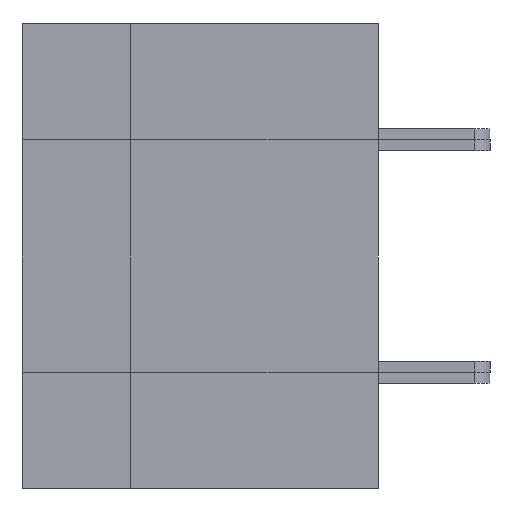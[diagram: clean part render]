
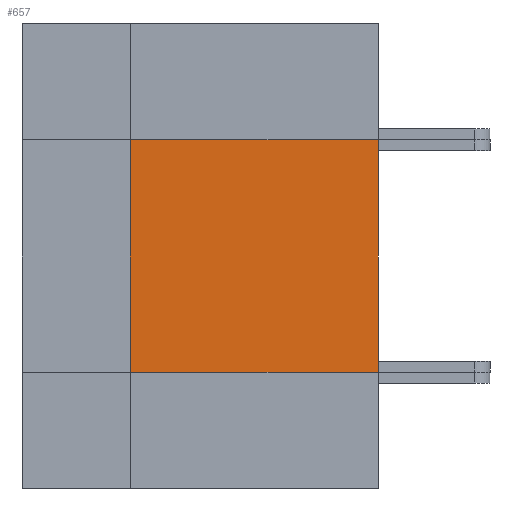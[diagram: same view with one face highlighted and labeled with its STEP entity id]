
A CAD part, left-side view. The second image highlights one B-rep face of the part: STEP entity #657.
In plain terms, the highlighted planar face has unit normal (-1, 0, 0).
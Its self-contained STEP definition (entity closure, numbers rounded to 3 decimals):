
#657 = ADVANCED_FACE( '', ( #1377 ), #1378, .F. );
#1377 = FACE_OUTER_BOUND( '', #2181, .T. );
#1378 = PLANE( '', #2182 );
#2181 = EDGE_LOOP( '', ( #3974, #3975, #3976, #3977 ) );
#2182 = AXIS2_PLACEMENT_3D( '', #3978, #3979, #3980 );
#3974 = ORIENTED_EDGE( '', *, *, #5917, .F. );
#3975 = ORIENTED_EDGE( '', *, *, #5918, .T. );
#3976 = ORIENTED_EDGE( '', *, *, #5919, .F. );
#3977 = ORIENTED_EDGE( '', *, *, #5663, .F. );
#3978 = CARTESIAN_POINT( '', ( -7.5, 8., -3.5 ) );
#3979 = DIRECTION( '', ( 1., 0., 0. ) );
#3980 = DIRECTION( '', ( 0., 1., 0. ) );
#5663 = EDGE_CURVE( '', #7072, #7075, #7076, .T. );
#5917 = EDGE_CURVE( '', #7445, #7072, #7446, .T. );
#5918 = EDGE_CURVE( '', #7445, #7447, #7448, .T. );
#5919 = EDGE_CURVE( '', #7075, #7447, #7449, .T. );
#7072 = VERTEX_POINT( '', #9042 );
#7075 = VERTEX_POINT( '', #9046 );
#7076 = LINE( '', #9047, #9048 );
#7445 = VERTEX_POINT( '', #9585 );
#7446 = LINE( '', #9586, #9587 );
#7447 = VERTEX_POINT( '', #9588 );
#7448 = LINE( '', #9589, #9590 );
#7449 = LINE( '', #9591, #9592 );
#9042 = CARTESIAN_POINT( '', ( -7.5, 8., -7.5 ) );
#9046 = CARTESIAN_POINT( '', ( -7.5, 8., 0. ) );
#9047 = CARTESIAN_POINT( '', ( -7.5, 8., -18.5 ) );
#9048 = VECTOR( '', #10725, 1000. );
#9585 = CARTESIAN_POINT( '', ( -7.5, 0., -7.5 ) );
#9586 = CARTESIAN_POINT( '', ( -7.5, 0., -7.5 ) );
#9587 = VECTOR( '', #10981, 1000. );
#9588 = CARTESIAN_POINT( '', ( -7.5, 0., 0. ) );
#9589 = CARTESIAN_POINT( '', ( -7.5, 0., -15. ) );
#9590 = VECTOR( '', #10982, 1000. );
#9591 = CARTESIAN_POINT( '', ( -7.5, 0., 0. ) );
#9592 = VECTOR( '', #10983, 1000. );
#10725 = DIRECTION( '', ( 0., 0., 1. ) );
#10981 = DIRECTION( '', ( 0., 1., 0. ) );
#10982 = DIRECTION( '', ( 0., 0., 1. ) );
#10983 = DIRECTION( '', ( 0., -1., 0. ) );
